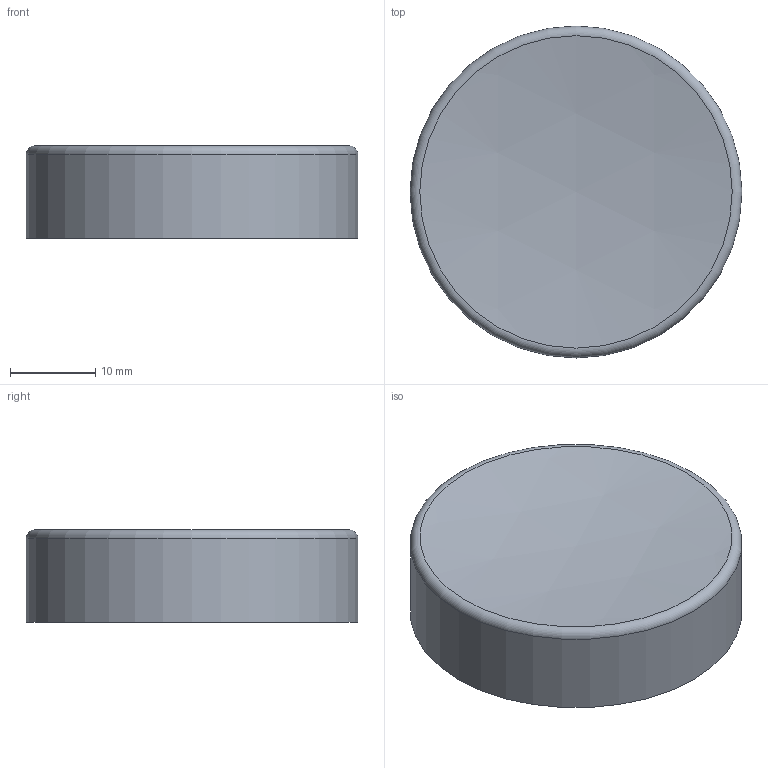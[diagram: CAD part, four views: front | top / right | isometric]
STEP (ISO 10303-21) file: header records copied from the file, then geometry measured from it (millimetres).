
FILE_DESCRIPTION(/* description */ (''),/* implementation_level */ '2;1');
FILE_NAME(/* name */ '39mm EC-hat.step',/* time_stamp */ '2024-08-17T10:28:00+08:00',/* author */ (''),/* organization */ (''),/* preprocessor_version */ 'ST-DEVELOPER v20',/* originating_system */ 'Autodesk Translation Framework v13.14.0.145',/* authorisation */ '');
FILE_SCHEMA (('AUTOMOTIVE_DESIGN { 1 0 10303 214 3 1 1 }'));
Length unit declared in the file: millimetre
Products named in the file (1): 38mm EC-hat
Bounding box: 39 x 39 x 10.85 mm (x, y, z)
Volume: 4962.6 mm3; surface area: 4820.7 mm2
Topology: 1 solids, 1 shells, 13 faces, 24 edges, 16 vertices
Faces by surface type: plane 6, cylinder 4, cone 1, sphere 1, torus 1
Full cylindrical faces by diameter (mm): 12 x1, 35 x1, 39 x1
Entity records: 367 total; most frequent: DIRECTION 64, CARTESIAN_POINT 60, ORIENTED_EDGE 48, AXIS2_PLACEMENT_3D 28, EDGE_CURVE 24, EDGE_LOOP 16, VERTEX_POINT 16, CIRCLE 14
